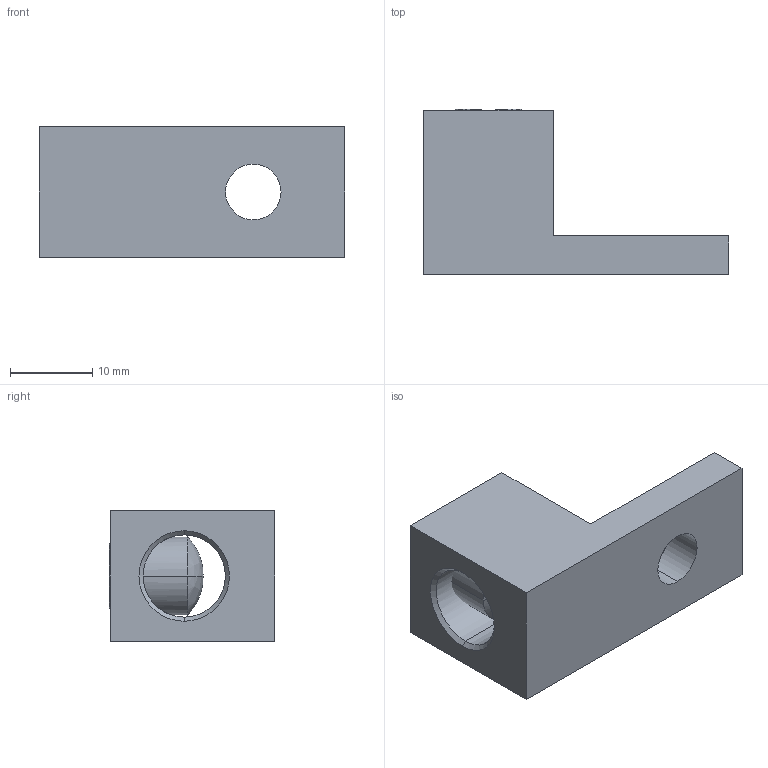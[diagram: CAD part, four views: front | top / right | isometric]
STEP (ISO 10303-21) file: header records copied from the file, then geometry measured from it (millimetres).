
FILE_DESCRIPTION (( 'STEP AP203' ), '1' );
FILE_NAME ('LA-0-1.step', '2023-11-15T15:14:43', ( '' ), ( '' ), 'SwSTEP 2.0', 'SolidWorks 2023', '' );
FILE_SCHEMA (( 'CONFIG_CONTROL_DESIGN' ));
Length unit declared in the file: inch
Products named in the file (1): LA-0-1
Bounding box: 37.1 x 20.11 x 15.9 mm (x, y, z)
Volume: 5658.6 mm3; surface area: 3473.1 mm2
Topology: 2 solids, 2 shells, 30 faces, 71 edges, 45 vertices
Faces by surface type: plane 13, cylinder 8, cone 7, bspline 2
Entity records: 1056 total; most frequent: CARTESIAN_POINT 269, DIRECTION 149, ORIENTED_EDGE 142, EDGE_CURVE 71, AXIS2_PLACEMENT_3D 55, VERTEX_POINT 45, VECTOR 39, LINE 39
